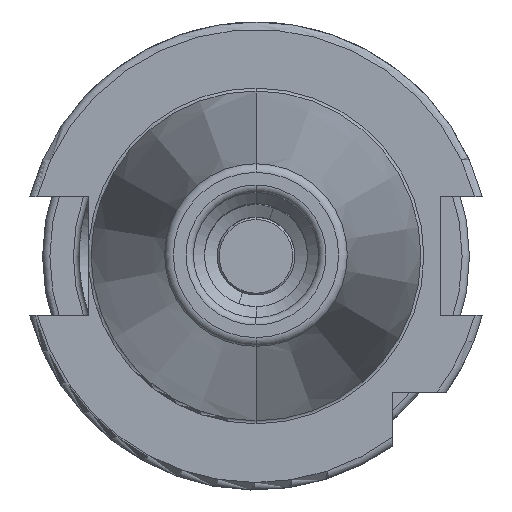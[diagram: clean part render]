
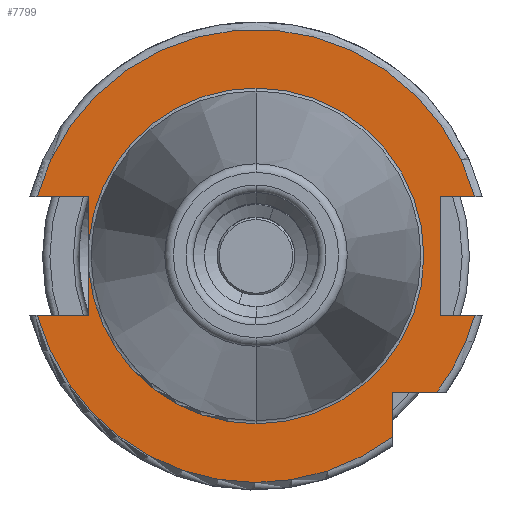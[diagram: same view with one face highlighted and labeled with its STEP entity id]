
A CAD part, top view. The second image highlights one B-rep face of the part: STEP entity #7799.
In plain terms, the highlighted planar face has unit normal (0, 0, 1).
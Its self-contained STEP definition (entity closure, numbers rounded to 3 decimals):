
#995=CARTESIAN_POINT('',(0,0,15.9));
#996=DIRECTION('',(0,0,-1));
#997=DIRECTION('',(0,1,0));
#998=AXIS2_PLACEMENT_3D('',#995,#996,#997);
#1010=CARTESIAN_POINT('',(0,0,15.9));
#1011=DIRECTION('',(0,0,1));
#1012=DIRECTION('',(0,1,0));
#1013=AXIS2_PLACEMENT_3D('',#1010,#1011,#1012);
#1025=CARTESIAN_POINT('',(0,0,15.9));
#1026=DIRECTION('',(0,0,1));
#1027=DIRECTION('',(-0.996,-0.094,0));
#1028=AXIS2_PLACEMENT_3D('',#1025,#1026,#1027);
#3096=CARTESIAN_POINT('',(0,0,15.9));
#3097=DIRECTION('',(0,0,1));
#3098=DIRECTION('',(0.965,0.262,0));
#3099=AXIS2_PLACEMENT_3D('',#3096,#3097,#3098);
#3147=CARTESIAN_POINT('',(0,0,15.9));
#3148=DIRECTION('',(0,0,1));
#3149=DIRECTION('',(-0.965,-0.262,0));
#3150=AXIS2_PLACEMENT_3D('',#3147,#3148,#3149);
#3163=DIRECTION('',(1,0,0));
#3164=VECTOR('',#3163,7.004);
#3165=CARTESIAN_POINT('',(-29.704,-8.05,15.9));
#3166=LINE('',#3165,#3164);
#3167=DIRECTION('',(0,1,0));
#3168=VECTOR('',#3167,5.917);
#3169=CARTESIAN_POINT('',(-22.7,-8.05,15.9));
#3170=LINE('',#3169,#3168);
#3171=DIRECTION('',(0,1,0));
#3172=VECTOR('',#3171,5.917);
#3173=CARTESIAN_POINT('',(-22.7,2.133,15.9));
#3174=LINE('',#3173,#3172);
#3175=DIRECTION('',(1,0,0));
#3176=VECTOR('',#3175,7.004);
#3177=CARTESIAN_POINT('',(-29.704,8.05,15.9));
#3178=LINE('',#3177,#3176);
#3179=DIRECTION('',(-1,0,0));
#3180=VECTOR('',#3179,4.704);
#3181=CARTESIAN_POINT('',(29.704,8.05,15.9));
#3182=LINE('',#3181,#3180);
#3183=DIRECTION('',(0,-1,0));
#3184=VECTOR('',#3183,16.1);
#3185=CARTESIAN_POINT('',(25,8.05,15.9));
#3186=LINE('',#3185,#3184);
#3187=DIRECTION('',(-1,0,0));
#3188=VECTOR('',#3187,4.704);
#3189=CARTESIAN_POINT('',(29.704,-8.05,15.9));
#3190=LINE('',#3189,#3188);
#3191=CARTESIAN_POINT('',(0,0,15.9));
#3192=DIRECTION('',(0,0,1));
#3193=DIRECTION('',(0.799,-0.601,0));
#3194=AXIS2_PLACEMENT_3D('',#3191,#3192,#3193);
#3196=DIRECTION('',(-1,0,0));
#3197=VECTOR('',#3196,6.094);
#3198=CARTESIAN_POINT('',(24.594,-18.5,15.9));
#3199=LINE('',#3198,#3197);
#3200=DIRECTION('',(0,1,0));
#3201=VECTOR('',#3200,6.094);
#3202=CARTESIAN_POINT('',(18.5,-24.594,15.9));
#3203=LINE('',#3202,#3201);
#3468=CARTESIAN_POINT('',(0,22.8,15.9));
#3470=VERTEX_POINT('',#3468);
#3490=CARTESIAN_POINT('',(0,-22.8,15.9));
#3492=VERTEX_POINT('',#3490);
#3630=CARTESIAN_POINT('',(-29.704,-8.05,15.9));
#3631=CARTESIAN_POINT('',(-22.7,-8.05,15.9));
#3632=VERTEX_POINT('',#3630);
#3633=VERTEX_POINT('',#3631);
#3634=CARTESIAN_POINT('',(-22.7,-2.133,15.9));
#3635=VERTEX_POINT('',#3634);
#3636=CARTESIAN_POINT('',(-22.7,2.133,15.9));
#3637=CARTESIAN_POINT('',(-22.7,8.05,15.9));
#3638=VERTEX_POINT('',#3636);
#3639=VERTEX_POINT('',#3637);
#3640=CARTESIAN_POINT('',(-29.704,8.05,15.9));
#3641=VERTEX_POINT('',#3640);
#3642=CARTESIAN_POINT('',(25,8.05,15.9));
#3643=CARTESIAN_POINT('',(25,-8.05,15.9));
#3644=VERTEX_POINT('',#3642);
#3645=VERTEX_POINT('',#3643);
#3646=CARTESIAN_POINT('',(29.704,-8.05,15.9));
#3647=VERTEX_POINT('',#3646);
#3648=CARTESIAN_POINT('',(29.704,8.05,15.9));
#3649=VERTEX_POINT('',#3648);
#3650=CARTESIAN_POINT('',(18.5,-24.594,15.9));
#3651=CARTESIAN_POINT('',(18.5,-18.5,15.9));
#3652=VERTEX_POINT('',#3650);
#3653=VERTEX_POINT('',#3651);
#3654=CARTESIAN_POINT('',(24.594,-18.5,15.9));
#3655=VERTEX_POINT('',#3654);
#7774=CARTESIAN_POINT('',(0,0,15.9));
#7775=DIRECTION('',(0,0,-1));
#7776=DIRECTION('',(0,-1,0));
#7777=AXIS2_PLACEMENT_3D('',#7774,#7775,#7776);
#7778=PLANE('',#7777);
#7779=ORIENTED_EDGE('',*,*,#7164,.T.);
#7780=ORIENTED_EDGE('',*,*,#5360,.T.);
#7781=ORIENTED_EDGE('',*,*,#5335,.T.);
#7782=ORIENTED_EDGE('',*,*,#5315,.F.);
#7783=ORIENTED_EDGE('',*,*,#5330,.T.);
#7784=ORIENTED_EDGE('',*,*,#5357,.T.);
#7786=ORIENTED_EDGE('',*,*,#7785,.F.);
#7787=ORIENTED_EDGE('',*,*,#7751,.F.);
#7789=ORIENTED_EDGE('',*,*,#7788,.T.);
#7791=ORIENTED_EDGE('',*,*,#7790,.T.);
#7792=ORIENTED_EDGE('',*,*,#7290,.F.);
#7793=ORIENTED_EDGE('',*,*,#7741,.F.);
#7794=ORIENTED_EDGE('',*,*,#7348,.T.);
#7795=ORIENTED_EDGE('',*,*,#7399,.F.);
#7796=ORIENTED_EDGE('',*,*,#7768,.F.);
#7797=EDGE_LOOP('',(#7779,#7780,#7781,#7782,#7783,#7784,#7786,#7787,#7789,#7791,
#7792,#7793,#7794,#7795,#7796));
#7798=FACE_OUTER_BOUND('',#7797,.F.);
#7799=ADVANCED_FACE('',(#7798),#7778,.F.);
#999=CIRCLE('',#998,22.8);
#1014=CIRCLE('',#1013,22.8);
#1029=CIRCLE('',#1028,22.8);
#3100=CIRCLE('',#3099,30.775);
#3151=CIRCLE('',#3150,30.775);
#3195=CIRCLE('',#3194,30.775);
#5315=EDGE_CURVE('',#3470,#3492,#999,.T.);
#5330=EDGE_CURVE('',#3470,#3638,#1014,.T.);
#5335=EDGE_CURVE('',#3635,#3492,#1029,.T.);
#5357=EDGE_CURVE('',#3638,#3639,#3174,.T.);
#5360=EDGE_CURVE('',#3633,#3635,#3170,.T.);
#7164=EDGE_CURVE('',#3632,#3633,#3166,.T.);
#7290=EDGE_CURVE('',#3647,#3645,#3190,.T.);
#7348=EDGE_CURVE('',#3655,#3653,#3199,.T.);
#7399=EDGE_CURVE('',#3652,#3653,#3203,.T.);
#7741=EDGE_CURVE('',#3655,#3647,#3195,.T.);
#7751=EDGE_CURVE('',#3649,#3641,#3100,.T.);
#7768=EDGE_CURVE('',#3632,#3652,#3151,.T.);
#7785=EDGE_CURVE('',#3641,#3639,#3178,.T.);
#7788=EDGE_CURVE('',#3649,#3644,#3182,.T.);
#7790=EDGE_CURVE('',#3644,#3645,#3186,.T.);
